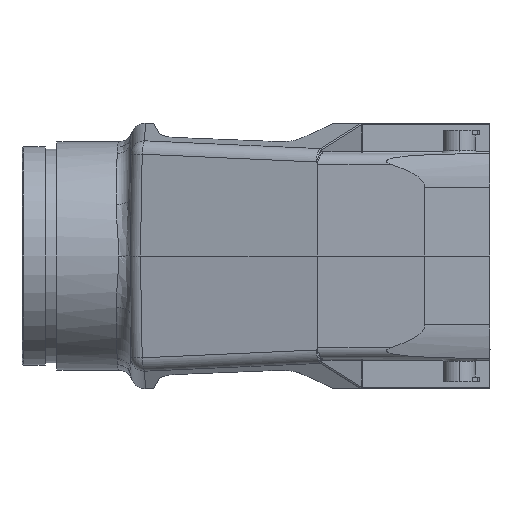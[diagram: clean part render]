
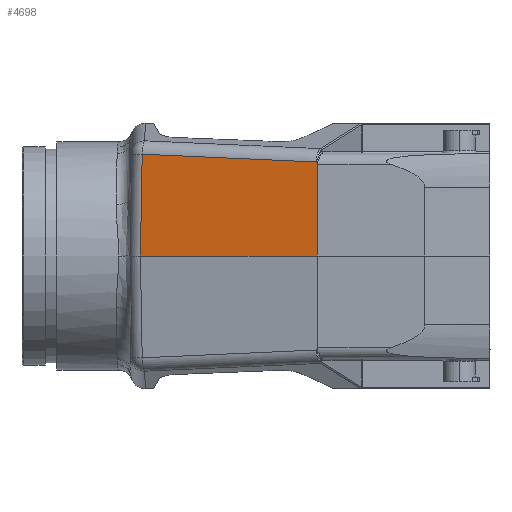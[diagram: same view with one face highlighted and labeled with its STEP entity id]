
A CAD part, left-side view. The second image highlights one B-rep face of the part: STEP entity #4698.
In plain terms, the highlighted planar face has unit normal (-0.982, 0.191, 0.018).
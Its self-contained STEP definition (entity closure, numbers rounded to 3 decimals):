
#605=FACE_OUTER_BOUND('',#6065,.T.);
#1150=B_SPLINE_CURVE_WITH_KNOTS('',3,(#22109,#22110,#22111,#22112),
 .UNSPECIFIED.,.F.,.F.,(4,4),(0.,1.),.UNSPECIFIED.);
#1151=B_SPLINE_CURVE_WITH_KNOTS('',3,(#22117,#22118,#22119,#22120),
 .UNSPECIFIED.,.F.,.F.,(4,4),(0.,1.),.UNSPECIFIED.);
#1956=LINE('',#22122,#3318);
#2013=LINE('',#22661,#3375);
#2015=LINE('',#22675,#3377);
#2016=LINE('',#22689,#3378);
#2017=LINE('',#22691,#3379);
#3318=VECTOR('',#17068,1.);
#3375=VECTOR('',#17279,1.);
#3377=VECTOR('',#17291,1.);
#3378=VECTOR('',#17296,1.);
#3379=VECTOR('',#17299,1.);
#4698=ADVANCED_FACE('',(#605),#5301,.T.);
#5301=PLANE('',#14972);
#6065=EDGE_LOOP('',(#8546,#8547,#8548,#8549,#8550,#8551,#8552));
#8546=ORIENTED_EDGE('',*,*,#13064,.F.);
#8547=ORIENTED_EDGE('',*,*,#13058,.F.);
#8548=ORIENTED_EDGE('',*,*,#13068,.T.);
#8549=ORIENTED_EDGE('',*,*,#12931,.T.);
#8550=ORIENTED_EDGE('',*,*,#12930,.T.);
#8551=ORIENTED_EDGE('',*,*,#12927,.T.);
#8552=ORIENTED_EDGE('',*,*,#13067,.F.);
#11282=VERTEX_POINT('',#22103);
#11283=VERTEX_POINT('',#22108);
#11284=VERTEX_POINT('',#22115);
#11285=VERTEX_POINT('',#22123);
#11348=VERTEX_POINT('',#22659);
#11350=VERTEX_POINT('',#22662);
#11353=VERTEX_POINT('',#22676);
#12927=EDGE_CURVE('',#11282,#11283,#1150,.T.);
#12930=EDGE_CURVE('',#11284,#11282,#1151,.T.);
#12931=EDGE_CURVE('',#11285,#11284,#1956,.T.);
#13058=EDGE_CURVE('',#11348,#11350,#2013,.T.);
#13064=EDGE_CURVE('',#11350,#11353,#2015,.T.);
#13067=EDGE_CURVE('',#11353,#11283,#2016,.T.);
#13068=EDGE_CURVE('',#11348,#11285,#2017,.T.);
#14972=AXIS2_PLACEMENT_3D('',#22692,#17300,#17301);
#17068=DIRECTION('',(0.017,-0.002,1.));
#17279=DIRECTION('',(0.014,-0.017,1.));
#17291=DIRECTION('',(-0.191,-0.981,-0.044));
#17296=DIRECTION('',(-0.017,0.005,-1.));
#17299=DIRECTION('',(-0.191,-0.982,0.));
#17300=DIRECTION('',(-0.981,0.191,0.017));
#17301=DIRECTION('',(-0.191,-0.982,0.));
#22103=CARTESIAN_POINT('',(-34.659,23.233,19.983));
#22108=CARTESIAN_POINT('',(-34.65,23.273,20.046));
#22109=CARTESIAN_POINT('',(-34.659,23.233,19.983));
#22110=CARTESIAN_POINT('',(-34.655,23.252,19.999));
#22111=CARTESIAN_POINT('',(-34.652,23.262,20.016));
#22112=CARTESIAN_POINT('',(-34.65,23.273,20.046));
#22115=CARTESIAN_POINT('',(-34.706,23.022,19.644));
#22117=CARTESIAN_POINT('',(-34.706,23.022,19.644));
#22118=CARTESIAN_POINT('',(-34.704,23.021,19.758));
#22119=CARTESIAN_POINT('',(-34.688,23.092,19.871));
#22120=CARTESIAN_POINT('',(-34.659,23.233,19.983));
#22122=CARTESIAN_POINT('',(-35.046,23.069,0.));
#22123=CARTESIAN_POINT('',(-35.046,23.069,0.));
#22659=CARTESIAN_POINT('',(-27.659,61.073,0.));
#22661=CARTESIAN_POINT('',(-27.659,61.073,0.));
#22662=CARTESIAN_POINT('',(-27.344,60.691,21.86));
#22675=CARTESIAN_POINT('',(-27.344,60.691,21.86));
#22676=CARTESIAN_POINT('',(-34.647,23.272,20.189));
#22689=CARTESIAN_POINT('',(-34.647,23.272,20.189));
#22691=CARTESIAN_POINT('',(-27.659,61.073,0.));
#22692=CARTESIAN_POINT('',(-27.187,63.5,0.));
